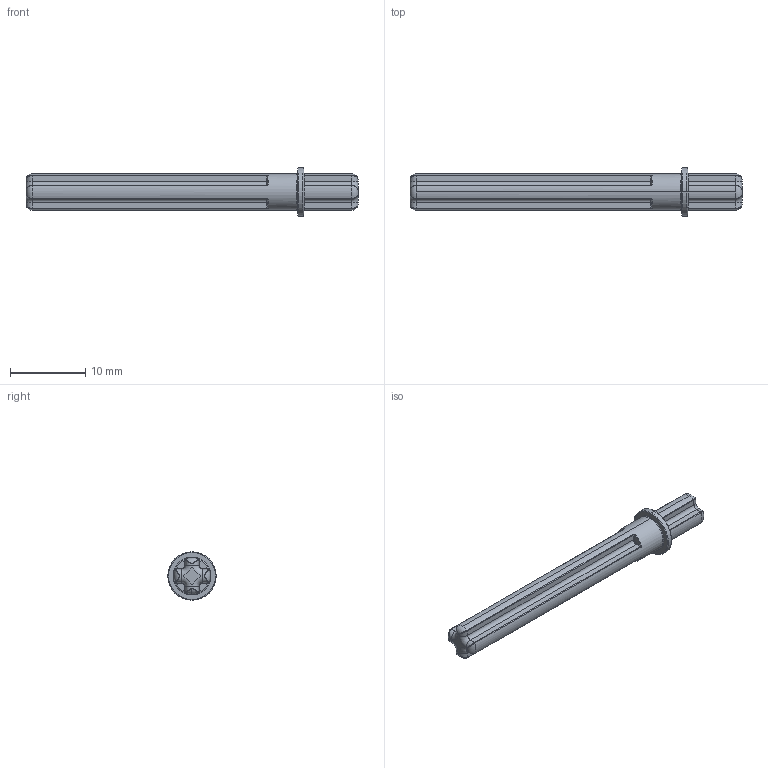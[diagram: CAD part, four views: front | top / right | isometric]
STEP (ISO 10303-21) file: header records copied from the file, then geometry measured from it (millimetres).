
FILE_DESCRIPTION (( 'STEP AP214' ), '1' );
FILE_NAME ('32209 Black Technic Axle 5.5 with Stop.STEP', '2015-02-18T22:40:13', ( '' ), ( '' ), 'SwSTEP 2.0', 'SolidWorks 2014', '' );
FILE_SCHEMA (( 'AUTOMOTIVE_DESIGN' ));
Length unit declared in the file: millimetre
Products named in the file (1): 32209 Black Technic Axle 5.5 with Stop
Bounding box: 44 x 6.4 x 6.4 mm (x, y, z)
Volume: 636.1 mm3; surface area: 790.4 mm2
Topology: 1 solids, 1 shells, 162 faces, 371 edges, 197 vertices
Faces by surface type: cylinder 65, torus 49, plane 24, bspline 24
Entity records: 5151 total; most frequent: CARTESIAN_POINT 1647, DIRECTION 775, ORIENTED_EDGE 710, EDGE_CURVE 355, AXIS2_PLACEMENT_3D 329, VERTEX_POINT 197, CIRCLE 190, EDGE_LOOP 164
